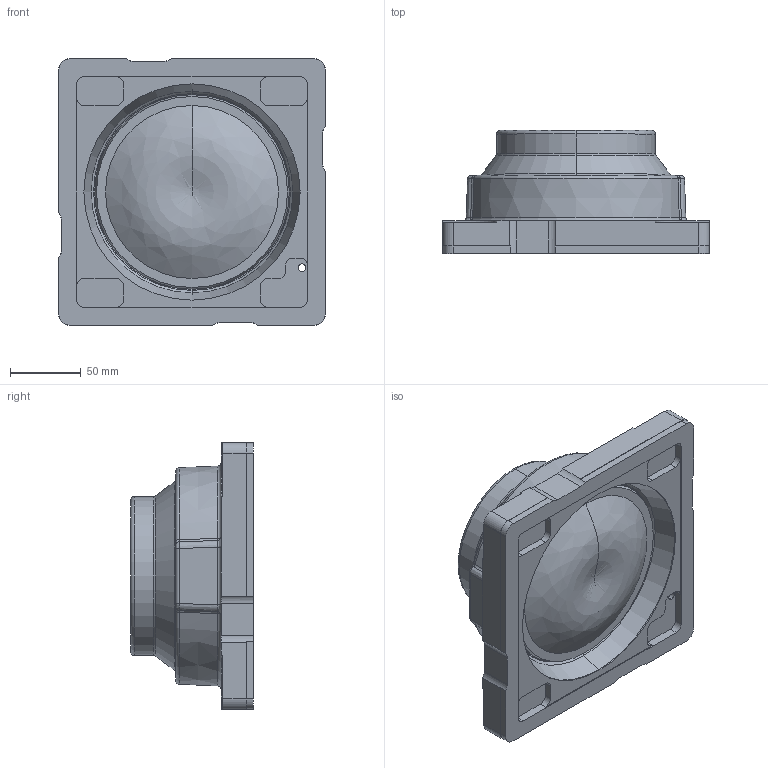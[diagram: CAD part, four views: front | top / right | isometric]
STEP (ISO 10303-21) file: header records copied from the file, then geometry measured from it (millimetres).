
FILE_DESCRIPTION((''),'2;1');
FILE_NAME('3933H-0JG','2017-07-04T',('sjdai'),(''),'PRO/ENGINEER BY PARAMETRIC TECHNOLOGY CORPORATION, 2011310','PRO/ENGINEER BY PARAMETRIC TECHNOLOGY CORPORATION, 2011310','');
FILE_SCHEMA(('CONFIG_CONTROL_DESIGN'));
Length unit declared in the file: inch
Products named in the file (1): 3933H-0JG
Bounding box: 187.96 x 86.61 x 187.96 mm (x, y, z)
Volume: 1548374.5 mm3; surface area: 126753.9 mm2
Topology: 1 solids, 1 shells, 215 faces, 540 edges, 340 vertices
Faces by surface type: plane 91, cylinder 62, cone 22, bspline 20, torus 12, revolution 4, sphere 4
Entity records: 7777 total; most frequent: CARTESIAN_POINT 2588, DIRECTION 1084, ORIENTED_EDGE 1072, EDGE_CURVE 536, AXIS2_PLACEMENT_3D 393, VERTEX_POINT 340, VECTOR 294, LINE 294
